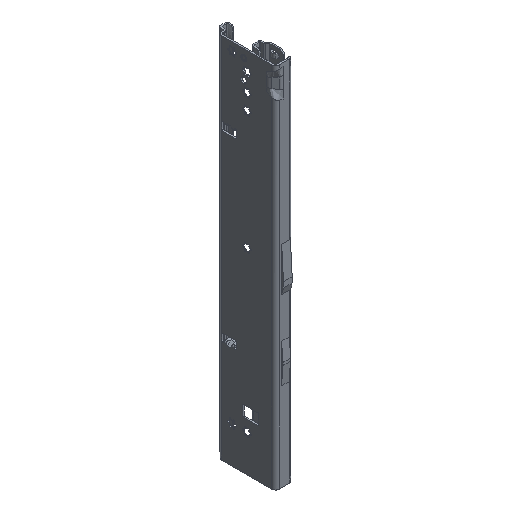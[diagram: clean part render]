
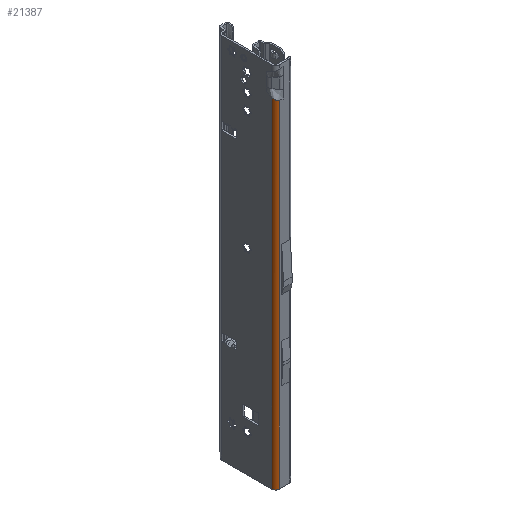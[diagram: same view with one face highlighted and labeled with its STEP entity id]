
A CAD part, isometric view. The second image highlights one B-rep face of the part: STEP entity #21387.
In plain terms, the highlighted cylindrical face has radius 3.5 mm (diameter 7 mm), a partial arc.
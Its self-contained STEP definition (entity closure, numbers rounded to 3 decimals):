
#668 = B_SPLINE_CURVE_WITH_KNOTS ( 'NONE', 3,
 ( #28890, #893, #1493, #20035, #26369, #32571, #4416 ),
 .UNSPECIFIED., .F., .F.,
 ( 4, 1, 1, 1, 4 ),
 ( 0.352, 0.457, 0.562, 0.666, 0.771 ),
 .UNSPECIFIED. ) ;
#893 = CARTESIAN_POINT ( 'NONE',  ( -1.5, -26.337, -27.296 ) ) ;
#1493 = CARTESIAN_POINT ( 'NONE',  ( -1.312, -27.235, -27.752 ) ) ;
#2092 = VECTOR ( 'NONE', #39214, 1000. ) ;
#2350 = EDGE_CURVE ( 'NONE', #7360, #35432, #39620, .T. ) ;
#2811 = FACE_OUTER_BOUND ( 'NONE', #8249, .T. ) ;
#3377 = EDGE_CURVE ( 'NONE', #35432, #11795, #23622, .T. ) ;
#4416 = CARTESIAN_POINT ( 'NONE',  ( 2., -29.365, -29.389 ) ) ;
#6488 = CARTESIAN_POINT ( 'NONE',  ( -1.5, -25.865, -27.076 ) ) ;
#7360 = VERTEX_POINT ( 'NONE', #9125 ) ;
#7956 = ORIENTED_EDGE ( 'NONE', *, *, #3377, .T. ) ;
#8249 = EDGE_LOOP ( 'NONE', ( #19368, #10301, #12521, #7956 ) ) ;
#8595 = DIRECTION ( 'NONE',  ( 0., 0., 1. ) ) ;
#9125 = CARTESIAN_POINT ( 'NONE',  ( -1.5, -25.865, -350. ) ) ;
#9449 = AXIS2_PLACEMENT_3D ( 'NONE', #28147, #40658, #12533 ) ;
#10301 = ORIENTED_EDGE ( 'NONE', *, *, #12015, .F. ) ;
#11795 = VERTEX_POINT ( 'NONE', #27110 ) ;
#12015 = EDGE_CURVE ( 'NONE', #7360, #36343, #15620, .T. ) ;
#12521 = ORIENTED_EDGE ( 'NONE', *, *, #2350, .T. ) ;
#12533 = DIRECTION ( 'NONE',  ( 1., 0., 0. ) ) ;
#15620 = LINE ( 'NONE', #28130, #36369 ) ;
#17848 = CARTESIAN_POINT ( 'NONE',  ( 2., -25.865, -525.027 ) ) ;
#19368 = ORIENTED_EDGE ( 'NONE', *, *, #20458, .F. ) ;
#20035 = CARTESIAN_POINT ( 'NONE',  ( -0.58, -28.352, -28.415 ) ) ;
#20458 = EDGE_CURVE ( 'NONE', #36343, #11795, #668, .T. ) ;
#21387 = ADVANCED_FACE ( 'NONE', ( #2811 ), #24631, .T. ) ;
#23622 = LINE ( 'NONE', #38611, #2092 ) ;
#24631 = CYLINDRICAL_SURFACE ( 'NONE', #39255, 3.5 ) ;
#26369 = CARTESIAN_POINT ( 'NONE',  ( 0.537, -29.146, -29.002 ) ) ;
#27110 = CARTESIAN_POINT ( 'NONE',  ( 2., -29.365, -29.389 ) ) ;
#28130 = CARTESIAN_POINT ( 'NONE',  ( -1.5, -25.865, -350. ) ) ;
#28147 = CARTESIAN_POINT ( 'NONE',  ( 2., -25.865, -350. ) ) ;
#28890 = CARTESIAN_POINT ( 'NONE',  ( -1.5, -25.865, -27.076 ) ) ;
#32571 = CARTESIAN_POINT ( 'NONE',  ( 1.495, -29.365, -29.291 ) ) ;
#33486 = DIRECTION ( 'NONE',  ( 1., 0., 0. ) ) ;
#35432 = VERTEX_POINT ( 'NONE', #37861 ) ;
#36343 = VERTEX_POINT ( 'NONE', #6488 ) ;
#36369 = VECTOR ( 'NONE', #40645, 1000. ) ;
#37861 = CARTESIAN_POINT ( 'NONE',  ( 2., -29.365, -350. ) ) ;
#38611 = CARTESIAN_POINT ( 'NONE',  ( 2., -29.365, 0. ) ) ;
#39214 = DIRECTION ( 'NONE',  ( 0., 0., 1. ) ) ;
#39255 = AXIS2_PLACEMENT_3D ( 'NONE', #17848, #8595, #33486 ) ;
#39620 = CIRCLE ( 'NONE', #9449, 3.5 ) ;
#40645 = DIRECTION ( 'NONE',  ( 0., 0., 1. ) ) ;
#40658 = DIRECTION ( 'NONE',  ( 0., 0., 1. ) ) ;
